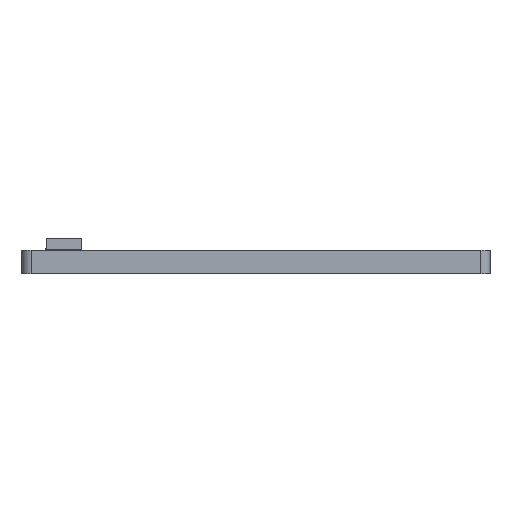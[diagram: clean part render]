
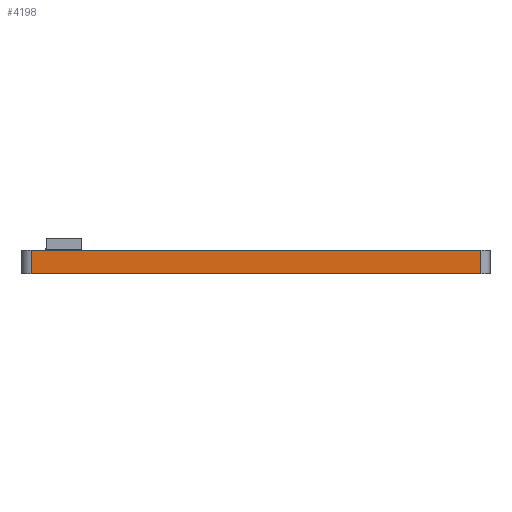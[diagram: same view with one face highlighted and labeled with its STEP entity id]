
A CAD part, left-side view. The second image highlights one B-rep face of the part: STEP entity #4198.
In plain terms, the highlighted planar face has unit normal (-1, 0, 0).
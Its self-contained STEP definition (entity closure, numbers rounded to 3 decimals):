
#2895 = PLANE('',#2896);
#2896 = AXIS2_PLACEMENT_3D('',#2897,#2898,#2899);
#2897 = CARTESIAN_POINT('',(-22.5,20.5,2.));
#2898 = DIRECTION('',(0.,0.,1.));
#2899 = DIRECTION('',(1.,0.,-0.));
#2923 = CYLINDRICAL_SURFACE('',#2924,0.8);
#2924 = AXIS2_PLACEMENT_3D('',#2925,#2926,#2927);
#2925 = CARTESIAN_POINT('',(-44.2,39.7,0.));
#2926 = DIRECTION('',(-0.,-0.,-1.));
#2927 = DIRECTION('',(1.,0.,-0.));
#2949 = PLANE('',#2950);
#2950 = AXIS2_PLACEMENT_3D('',#2951,#2952,#2953);
#2951 = CARTESIAN_POINT('',(-22.5,20.5,0.));
#2952 = DIRECTION('',(0.,0.,1.));
#2953 = DIRECTION('',(1.,0.,-0.));
#3044 = VERTEX_POINT('',#3045);
#3045 = CARTESIAN_POINT('',(-45.,39.7,2.));
#3067 = EDGE_CURVE('',#3068,#3044,#3070,.T.);
#3068 = VERTEX_POINT('',#3069);
#3069 = CARTESIAN_POINT('',(-45.,39.7,0.));
#3070 = SURFACE_CURVE('',#3071,(#3075,#3082),.PCURVE_S1.);
#3071 = LINE('',#3072,#3073);
#3072 = CARTESIAN_POINT('',(-45.,39.7,0.));
#3073 = VECTOR('',#3074,1.);
#3074 = DIRECTION('',(0.,0.,1.));
#3075 = PCURVE('',#2923,#3076);
#3076 = DEFINITIONAL_REPRESENTATION('',(#3077),#3081);
#3077 = LINE('',#3078,#3079);
#3078 = CARTESIAN_POINT('',(-3.142,0.));
#3079 = VECTOR('',#3080,1.);
#3080 = DIRECTION('',(-0.,-1.));
#3081 = ( GEOMETRIC_REPRESENTATION_CONTEXT(2) 
PARAMETRIC_REPRESENTATION_CONTEXT() REPRESENTATION_CONTEXT('2D SPACE',''
  ) );
#3082 = PCURVE('',#3083,#3088);
#3083 = PLANE('',#3084);
#3084 = AXIS2_PLACEMENT_3D('',#3085,#3086,#3087);
#3085 = CARTESIAN_POINT('',(-45.,39.7,0.));
#3086 = DIRECTION('',(1.,0.,-0.));
#3087 = DIRECTION('',(0.,-1.,0.));
#3088 = DEFINITIONAL_REPRESENTATION('',(#3089),#3093);
#3089 = LINE('',#3090,#3091);
#3090 = CARTESIAN_POINT('',(0.,0.));
#3091 = VECTOR('',#3092,1.);
#3092 = DIRECTION('',(0.,-1.));
#3093 = ( GEOMETRIC_REPRESENTATION_CONTEXT(2) 
PARAMETRIC_REPRESENTATION_CONTEXT() REPRESENTATION_CONTEXT('2D SPACE',''
  ) );
#3122 = EDGE_CURVE('',#3068,#3123,#3125,.T.);
#3123 = VERTEX_POINT('',#3124);
#3124 = CARTESIAN_POINT('',(-45.,1.3,0.));
#3125 = SURFACE_CURVE('',#3126,(#3130,#3137),.PCURVE_S1.);
#3126 = LINE('',#3127,#3128);
#3127 = CARTESIAN_POINT('',(-45.,39.7,0.));
#3128 = VECTOR('',#3129,1.);
#3129 = DIRECTION('',(0.,-1.,0.));
#3130 = PCURVE('',#2949,#3131);
#3131 = DEFINITIONAL_REPRESENTATION('',(#3132),#3136);
#3132 = LINE('',#3133,#3134);
#3133 = CARTESIAN_POINT('',(-22.5,19.2));
#3134 = VECTOR('',#3135,1.);
#3135 = DIRECTION('',(0.,-1.));
#3136 = ( GEOMETRIC_REPRESENTATION_CONTEXT(2) 
PARAMETRIC_REPRESENTATION_CONTEXT() REPRESENTATION_CONTEXT('2D SPACE',''
  ) );
#3137 = PCURVE('',#3083,#3138);
#3138 = DEFINITIONAL_REPRESENTATION('',(#3139),#3143);
#3139 = LINE('',#3140,#3141);
#3140 = CARTESIAN_POINT('',(0.,0.));
#3141 = VECTOR('',#3142,1.);
#3142 = DIRECTION('',(1.,0.));
#3143 = ( GEOMETRIC_REPRESENTATION_CONTEXT(2) 
PARAMETRIC_REPRESENTATION_CONTEXT() REPRESENTATION_CONTEXT('2D SPACE',''
  ) );
#3162 = CYLINDRICAL_SURFACE('',#3163,0.8);
#3163 = AXIS2_PLACEMENT_3D('',#3164,#3165,#3166);
#3164 = CARTESIAN_POINT('',(-44.2,1.3,0.));
#3165 = DIRECTION('',(-0.,-0.,-1.));
#3166 = DIRECTION('',(1.,0.,-0.));
#3692 = EDGE_CURVE('',#3044,#3693,#3695,.T.);
#3693 = VERTEX_POINT('',#3694);
#3694 = CARTESIAN_POINT('',(-45.,1.3,2.));
#3695 = SURFACE_CURVE('',#3696,(#3700,#3707),.PCURVE_S1.);
#3696 = LINE('',#3697,#3698);
#3697 = CARTESIAN_POINT('',(-45.,39.7,2.));
#3698 = VECTOR('',#3699,1.);
#3699 = DIRECTION('',(0.,-1.,0.));
#3700 = PCURVE('',#2895,#3701);
#3701 = DEFINITIONAL_REPRESENTATION('',(#3702),#3706);
#3702 = LINE('',#3703,#3704);
#3703 = CARTESIAN_POINT('',(-22.5,19.2));
#3704 = VECTOR('',#3705,1.);
#3705 = DIRECTION('',(0.,-1.));
#3706 = ( GEOMETRIC_REPRESENTATION_CONTEXT(2) 
PARAMETRIC_REPRESENTATION_CONTEXT() REPRESENTATION_CONTEXT('2D SPACE',''
  ) );
#3707 = PCURVE('',#3083,#3708);
#3708 = DEFINITIONAL_REPRESENTATION('',(#3709),#3713);
#3709 = LINE('',#3710,#3711);
#3710 = CARTESIAN_POINT('',(0.,-2.));
#3711 = VECTOR('',#3712,1.);
#3712 = DIRECTION('',(1.,0.));
#3713 = ( GEOMETRIC_REPRESENTATION_CONTEXT(2) 
PARAMETRIC_REPRESENTATION_CONTEXT() REPRESENTATION_CONTEXT('2D SPACE',''
  ) );
#4198 = ADVANCED_FACE('',(#4199),#3083,.F.);
#4199 = FACE_BOUND('',#4200,.F.);
#4200 = EDGE_LOOP('',(#4201,#4202,#4203,#4224));
#4201 = ORIENTED_EDGE('',*,*,#3067,.T.);
#4202 = ORIENTED_EDGE('',*,*,#3692,.T.);
#4203 = ORIENTED_EDGE('',*,*,#4204,.F.);
#4204 = EDGE_CURVE('',#3123,#3693,#4205,.T.);
#4205 = SURFACE_CURVE('',#4206,(#4210,#4217),.PCURVE_S1.);
#4206 = LINE('',#4207,#4208);
#4207 = CARTESIAN_POINT('',(-45.,1.3,0.));
#4208 = VECTOR('',#4209,1.);
#4209 = DIRECTION('',(0.,0.,1.));
#4210 = PCURVE('',#3083,#4211);
#4211 = DEFINITIONAL_REPRESENTATION('',(#4212),#4216);
#4212 = LINE('',#4213,#4214);
#4213 = CARTESIAN_POINT('',(38.4,0.));
#4214 = VECTOR('',#4215,1.);
#4215 = DIRECTION('',(0.,-1.));
#4216 = ( GEOMETRIC_REPRESENTATION_CONTEXT(2) 
PARAMETRIC_REPRESENTATION_CONTEXT() REPRESENTATION_CONTEXT('2D SPACE',''
  ) );
#4217 = PCURVE('',#3162,#4218);
#4218 = DEFINITIONAL_REPRESENTATION('',(#4219),#4223);
#4219 = LINE('',#4220,#4221);
#4220 = CARTESIAN_POINT('',(-3.142,0.));
#4221 = VECTOR('',#4222,1.);
#4222 = DIRECTION('',(-0.,-1.));
#4223 = ( GEOMETRIC_REPRESENTATION_CONTEXT(2) 
PARAMETRIC_REPRESENTATION_CONTEXT() REPRESENTATION_CONTEXT('2D SPACE',''
  ) );
#4224 = ORIENTED_EDGE('',*,*,#3122,.F.);
